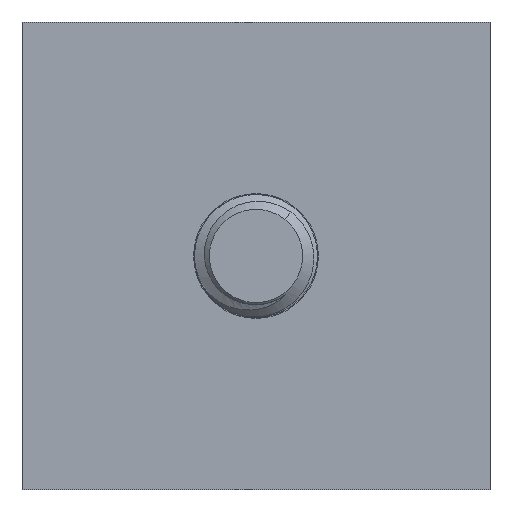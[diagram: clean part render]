
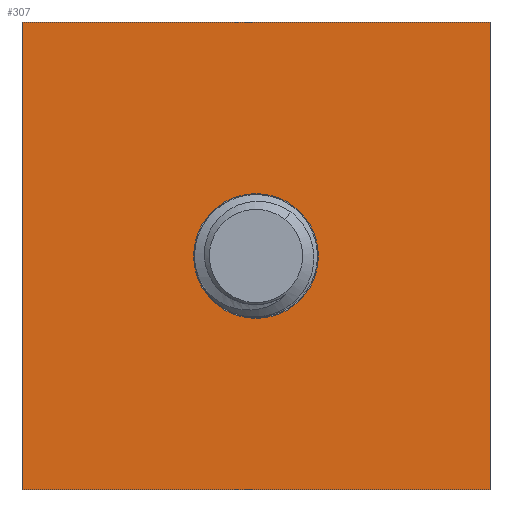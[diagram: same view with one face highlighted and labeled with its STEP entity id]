
A CAD part, front view. The second image highlights one B-rep face of the part: STEP entity #307.
In plain terms, the highlighted planar face has unit normal (0, -1, 0).
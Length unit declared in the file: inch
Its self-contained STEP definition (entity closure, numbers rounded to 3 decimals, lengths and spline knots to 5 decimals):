
#85 = VECTOR ( 'NONE', #1254, 39.37008 ) ;
#88 = CARTESIAN_POINT ( 'NONE',  ( -0.375, -0.0075, 0.375 ) ) ;
#161 = EDGE_CURVE ( 'NONE', #1575, #214, #3010, .T. ) ;
#214 = VERTEX_POINT ( 'NONE', #3105 ) ;
#248 = EDGE_LOOP ( 'NONE', ( #4482, #1206, #2681, #4115 ) ) ;
#307 = ADVANCED_FACE ( 'NONE', ( #3075, #563 ), #1603, .F. ) ;
#360 = LINE ( 'NONE', #2337, #2714 ) ;
#421 = LINE ( 'NONE', #6451, #85 ) ;
#563 = FACE_OUTER_BOUND ( 'NONE', #248, .T. ) ;
#669 = CARTESIAN_POINT ( 'NONE',  ( 0.375, -0.0075, 0.375 ) ) ;
#790 = ORIENTED_EDGE ( 'NONE', *, *, #3249, .T. ) ;
#849 = CARTESIAN_POINT ( 'NONE',  ( 0., -0.0075, 0. ) ) ;
#866 = VERTEX_POINT ( 'NONE', #4009 ) ;
#1114 = DIRECTION ( 'NONE',  ( 0., 0., 1. ) ) ;
#1177 = VERTEX_POINT ( 'NONE', #3578 ) ;
#1206 = ORIENTED_EDGE ( 'NONE', *, *, #4483, .F. ) ;
#1254 = DIRECTION ( 'NONE',  ( 0., 0., -1. ) ) ;
#1279 = AXIS2_PLACEMENT_3D ( 'NONE', #849, #2863, #6230 ) ;
#1372 = DIRECTION ( 'NONE',  ( 0., 0., -1. ) ) ;
#1575 = VERTEX_POINT ( 'NONE', #669 ) ;
#1603 = PLANE ( 'NONE',  #2640 ) ;
#1795 = DIRECTION ( 'NONE',  ( -1., 0., 0. ) ) ;
#1885 = DIRECTION ( 'NONE',  ( -1., 0., 0. ) ) ;
#2164 = EDGE_LOOP ( 'NONE', ( #790, #3564 ) ) ;
#2213 = CARTESIAN_POINT ( 'NONE',  ( -0.375, -0.0075, -0.375 ) ) ;
#2337 = CARTESIAN_POINT ( 'NONE',  ( 0.375, -0.0075, 0.375 ) ) ;
#2640 = AXIS2_PLACEMENT_3D ( 'NONE', #5647, #4161, #1114 ) ;
#2681 = ORIENTED_EDGE ( 'NONE', *, *, #161, .F. ) ;
#2714 = VECTOR ( 'NONE', #1795, 39.37008 ) ;
#2863 = DIRECTION ( 'NONE',  ( 0., 1., 0. ) ) ;
#3010 = LINE ( 'NONE', #3899, #4843 ) ;
#3075 = FACE_BOUND ( 'NONE', #2164, .T. ) ;
#3105 = CARTESIAN_POINT ( 'NONE',  ( 0.375, -0.0075, -0.375 ) ) ;
#3249 = EDGE_CURVE ( 'NONE', #1177, #866, #4468, .T. ) ;
#3450 = VECTOR ( 'NONE', #1885, 39.37008 ) ;
#3564 = ORIENTED_EDGE ( 'NONE', *, *, #5825, .T. ) ;
#3578 = CARTESIAN_POINT ( 'NONE',  ( 0., -0.0075, 0.1 ) ) ;
#3782 = CIRCLE ( 'NONE', #5145, 0.1 ) ;
#3899 = CARTESIAN_POINT ( 'NONE',  ( 0.375, -0.0075, 0.375 ) ) ;
#4009 = CARTESIAN_POINT ( 'NONE',  ( 0., -0.0075, -0.1 ) ) ;
#4115 = ORIENTED_EDGE ( 'NONE', *, *, #6476, .T. ) ;
#4161 = DIRECTION ( 'NONE',  ( 0., 1., 0. ) ) ;
#4468 = CIRCLE ( 'NONE', #1279, 0.1 ) ;
#4482 = ORIENTED_EDGE ( 'NONE', *, *, #6531, .T. ) ;
#4483 = EDGE_CURVE ( 'NONE', #214, #5296, #6011, .T. ) ;
#4631 = VERTEX_POINT ( 'NONE', #88 ) ;
#4843 = VECTOR ( 'NONE', #1372, 39.37008 ) ;
#5145 = AXIS2_PLACEMENT_3D ( 'NONE', #6148, #5621, #6062 ) ;
#5296 = VERTEX_POINT ( 'NONE', #2213 ) ;
#5621 = DIRECTION ( 'NONE',  ( 0., 1., 0. ) ) ;
#5647 = CARTESIAN_POINT ( 'NONE',  ( 0.375, -0.0075, 0.375 ) ) ;
#5825 = EDGE_CURVE ( 'NONE', #866, #1177, #3782, .T. ) ;
#6011 = LINE ( 'NONE', #6395, #3450 ) ;
#6062 = DIRECTION ( 'NONE',  ( 0., 0., 1. ) ) ;
#6148 = CARTESIAN_POINT ( 'NONE',  ( 0., -0.0075, 0. ) ) ;
#6230 = DIRECTION ( 'NONE',  ( 0., 0., 1. ) ) ;
#6395 = CARTESIAN_POINT ( 'NONE',  ( 0.375, -0.0075, -0.375 ) ) ;
#6451 = CARTESIAN_POINT ( 'NONE',  ( -0.375, -0.0075, 0.375 ) ) ;
#6476 = EDGE_CURVE ( 'NONE', #1575, #4631, #360, .T. ) ;
#6531 = EDGE_CURVE ( 'NONE', #4631, #5296, #421, .T. ) ;
